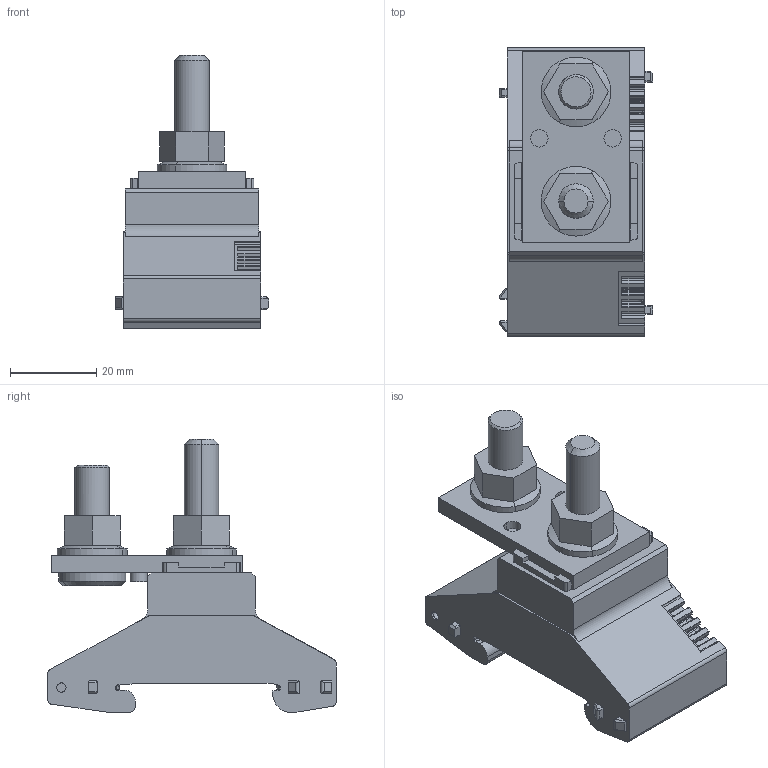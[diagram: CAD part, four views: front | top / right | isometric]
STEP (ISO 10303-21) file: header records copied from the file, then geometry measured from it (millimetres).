
FILE_DESCRIPTION(('CATIA V5R24 STEP','CAx-IF Rec.Pracs.--- Model Styling and Organization---1.2---2011-12-15'),'2;1');
FILE_NAME ('336904_1', '2017-03-28T11:40:52+00:00', ('Weidmueller Interface'), ('Weidmueller'), 'CATIA Version 5-6 Release 2014 SP4 HF52', 'CATIA V5 STEP AP214', 'none');
FILE_SCHEMA(('AUTOMOTIVE_DESIGN { 1 0 10303 214 1 1 1 1 }'));
Length unit declared in the file: millimetre
Products named in the file (1): v5-standard_part
Bounding box: 35.6 x 67 x 63.55 mm (x, y, z)
Volume: 48651 mm3; surface area: 18273.9 mm2
Topology: 8 solids, 11 shells, 654 faces, 1814 edges, 1198 vertices
Faces by surface type: plane 468, cylinder 134, cone 26, torus 18, bspline 4, extrusion 4
Entity records: 19944 total; most frequent: CARTESIAN_POINT 4439, ORIENTED_EDGE 3628, DIRECTION 2478, EDGE_CURVE 1814, VECTOR 1279, LINE 1275, VERTEX_POINT 1198, AXIS2_PLACEMENT_3D 778
